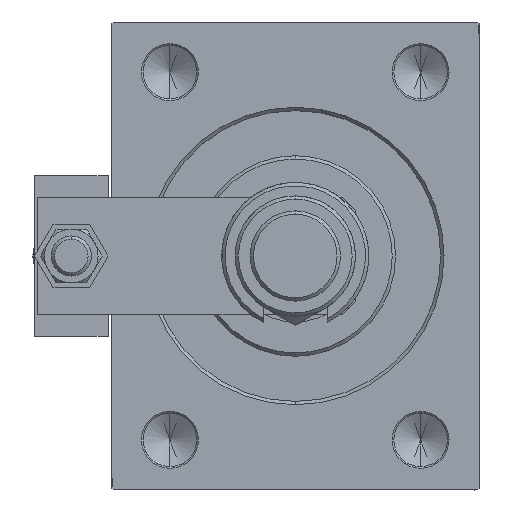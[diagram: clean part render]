
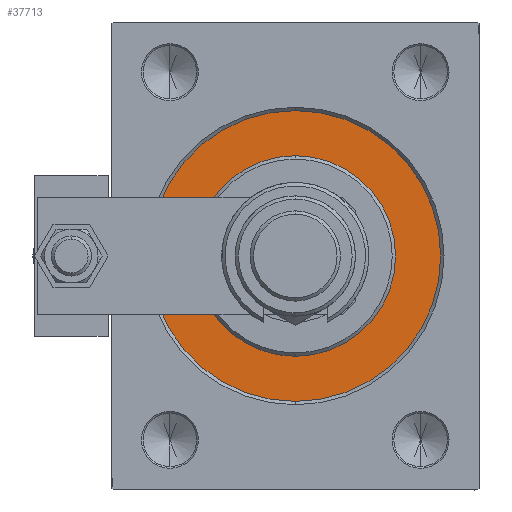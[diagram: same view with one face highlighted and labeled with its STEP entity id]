
A CAD part, left-side view. The second image highlights one B-rep face of the part: STEP entity #37713.
In plain terms, the highlighted face is planar.
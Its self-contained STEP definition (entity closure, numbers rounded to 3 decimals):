
#1525 = CIRCLE ( 'NONE', #49976, 30. ) ;
#2720 = DIRECTION ( 'NONE',  ( 1., 0., 0. ) ) ;
#2897 = CARTESIAN_POINT ( 'NONE',  ( 0., 0., 0. ) ) ;
#4509 = DIRECTION ( 'NONE',  ( 0., 0., 1. ) ) ;
#5576 = VERTEX_POINT ( 'NONE', #24926 ) ;
#5977 = EDGE_CURVE ( 'NONE', #49753, #5576, #29093, .T. ) ;
#6400 = AXIS2_PLACEMENT_3D ( 'NONE', #24735, #42094, #22287 ) ;
#6882 = CIRCLE ( 'NONE', #42387, 43.5 ) ;
#10502 = DIRECTION ( 'NONE',  ( 1., 0., 0. ) ) ;
#11298 = DIRECTION ( 'NONE',  ( 0., 0., -1. ) ) ;
#11633 = DIRECTION ( 'NONE',  ( 0., 0., -1. ) ) ;
#12802 = FACE_OUTER_BOUND ( 'NONE', #23756, .T. ) ;
#15554 = EDGE_LOOP ( 'NONE', ( #16476, #21489 ) ) ;
#16476 = ORIENTED_EDGE ( 'NONE', *, *, #51336, .F. ) ;
#17037 = EDGE_CURVE ( 'NONE', #5576, #49753, #6882, .T. ) ;
#21489 = ORIENTED_EDGE ( 'NONE', *, *, #48670, .F. ) ;
#21562 = DIRECTION ( 'NONE',  ( -1., 0., 0. ) ) ;
#22287 = DIRECTION ( 'NONE',  ( 0., 0., 1. ) ) ;
#22732 = ORIENTED_EDGE ( 'NONE', *, *, #5977, .F. ) ;
#23756 = EDGE_LOOP ( 'NONE', ( #22732, #32209 ) ) ;
#24735 = CARTESIAN_POINT ( 'NONE',  ( 0., 0., 0. ) ) ;
#24926 = CARTESIAN_POINT ( 'NONE',  ( 0., 0., 43.5 ) ) ;
#25057 = VERTEX_POINT ( 'NONE', #49112 ) ;
#26989 = CARTESIAN_POINT ( 'NONE',  ( 0., 0., -43.5 ) ) ;
#29093 = CIRCLE ( 'NONE', #41223, 43.5 ) ;
#29336 = PLANE ( 'NONE',  #6400 ) ;
#29719 = DIRECTION ( 'NONE',  ( -1., 0., 0. ) ) ;
#32209 = ORIENTED_EDGE ( 'NONE', *, *, #17037, .F. ) ;
#37713 = ADVANCED_FACE ( 'NONE', ( #53472, #12802 ), #29336, .F. ) ;
#41223 = AXIS2_PLACEMENT_3D ( 'NONE', #41666, #29719, #4509 ) ;
#41666 = CARTESIAN_POINT ( 'NONE',  ( 0., 0., 0. ) ) ;
#42094 = DIRECTION ( 'NONE',  ( -1., 0., 0. ) ) ;
#42387 = AXIS2_PLACEMENT_3D ( 'NONE', #50853, #21562, #46519 ) ;
#43596 = CARTESIAN_POINT ( 'NONE',  ( 0., 0., -30. ) ) ;
#44928 = VERTEX_POINT ( 'NONE', #43596 ) ;
#46519 = DIRECTION ( 'NONE',  ( 0., 0., 1. ) ) ;
#48274 = CARTESIAN_POINT ( 'NONE',  ( 0., 0., 0. ) ) ;
#48670 = EDGE_CURVE ( 'NONE', #44928, #25057, #1525, .T. ) ;
#49112 = CARTESIAN_POINT ( 'NONE',  ( 0., 0., 30. ) ) ;
#49753 = VERTEX_POINT ( 'NONE', #26989 ) ;
#49976 = AXIS2_PLACEMENT_3D ( 'NONE', #2897, #10502, #11298 ) ;
#50853 = CARTESIAN_POINT ( 'NONE',  ( 0., 0., 0. ) ) ;
#51057 = AXIS2_PLACEMENT_3D ( 'NONE', #48274, #2720, #11633 ) ;
#51336 = EDGE_CURVE ( 'NONE', #25057, #44928, #51930, .T. ) ;
#51930 = CIRCLE ( 'NONE', #51057, 30. ) ;
#53472 = FACE_BOUND ( 'NONE', #15554, .T. ) ;
